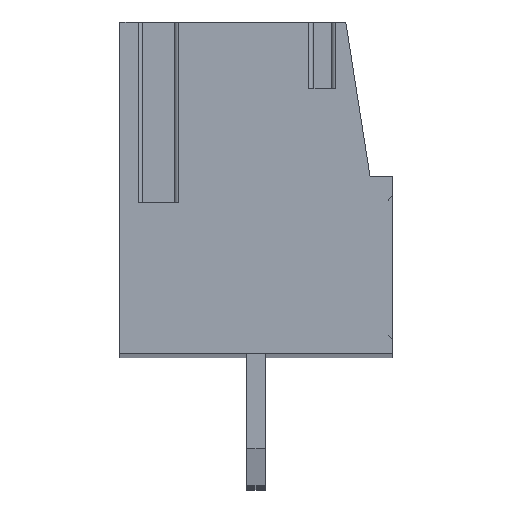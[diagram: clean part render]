
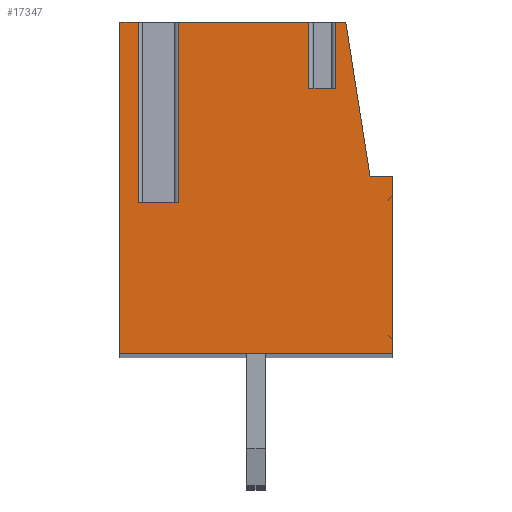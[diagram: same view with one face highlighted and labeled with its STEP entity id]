
A CAD part, top view. The second image highlights one B-rep face of the part: STEP entity #17347.
In plain terms, the highlighted planar face has unit normal (0, 0, 1).
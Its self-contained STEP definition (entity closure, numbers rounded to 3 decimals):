
#4973=DIRECTION('',(0.,1.,0.));
#4974=VECTOR('',#4973,1.8);
#4975=CARTESIAN_POINT('',(1.436,2.4,1.905));
#4976=LINE('',#4975,#4974);
#4977=DIRECTION('',(0.,1.,0.));
#4978=VECTOR('',#4977,1.8);
#4979=CARTESIAN_POINT('',(2.164,2.4,1.905));
#4980=LINE('',#4979,#4978);
#4981=DIRECTION('',(-1.,0.,0.));
#4982=VECTOR('',#4981,0.276);
#4983=CARTESIAN_POINT('',(2.44,4.2,1.905));
#4984=LINE('',#4983,#4982);
#4985=DIRECTION('',(-0.155,0.988,0.));
#4986=VECTOR('',#4985,4.252);
#4987=CARTESIAN_POINT('',(3.1,0.,1.905));
#4988=LINE('',#4987,#4986);
#4989=DIRECTION('',(-1.,0.,0.));
#4990=VECTOR('',#4989,0.6);
#4991=CARTESIAN_POINT('',(3.7,0.,1.905));
#4992=LINE('',#4991,#4990);
#4993=DIRECTION('',(0.,1.,0.));
#4994=VECTOR('',#4993,4.8);
#4995=CARTESIAN_POINT('',(3.7,-4.8,1.905));
#4996=LINE('',#4995,#4994);
#4997=DIRECTION('',(1.,0.,0.));
#4998=VECTOR('',#4997,7.4);
#4999=CARTESIAN_POINT('',(-3.7,-4.8,1.905));
#5000=LINE('',#4999,#4998);
#5001=DIRECTION('',(0.,-1.,0.));
#5002=VECTOR('',#5001,9.);
#5003=CARTESIAN_POINT('',(-3.7,4.2,1.905));
#5004=LINE('',#5003,#5002);
#5005=DIRECTION('',(-1.,0.,0.));
#5006=VECTOR('',#5005,0.504);
#5007=CARTESIAN_POINT('',(-3.196,4.2,1.905));
#5008=LINE('',#5007,#5006);
#5009=DIRECTION('',(0.,1.,0.));
#5010=VECTOR('',#5009,4.9);
#5011=CARTESIAN_POINT('',(-3.196,-0.7,1.905));
#5012=LINE('',#5011,#5010);
#5013=DIRECTION('',(-1.,0.,0.));
#5014=VECTOR('',#5013,1.093);
#5015=CARTESIAN_POINT('',(-2.104,-0.7,1.905));
#5016=LINE('',#5015,#5014);
#5017=DIRECTION('',(0.,1.,0.));
#5018=VECTOR('',#5017,4.9);
#5019=CARTESIAN_POINT('',(-2.104,-0.7,1.905));
#5020=LINE('',#5019,#5018);
#5021=DIRECTION('',(-1.,0.,0.));
#5022=VECTOR('',#5021,3.54);
#5023=CARTESIAN_POINT('',(1.436,4.2,1.905));
#5024=LINE('',#5023,#5022);
#5034=DIRECTION('',(1.,0.,0.));
#5035=VECTOR('',#5034,0.728);
#5036=CARTESIAN_POINT('',(1.436,2.4,1.905));
#5037=LINE('',#5036,#5035);
#8009=CARTESIAN_POINT('',(3.7,0.,1.905));
#8010=CARTESIAN_POINT('',(3.1,0.,1.905));
#8011=VERTEX_POINT('',#8009);
#8012=VERTEX_POINT('',#8010);
#8013=CARTESIAN_POINT('',(2.44,4.2,1.905));
#8014=VERTEX_POINT('',#8013);
#8015=CARTESIAN_POINT('',(-3.7,4.2,1.905));
#8016=CARTESIAN_POINT('',(-3.7,-4.8,1.905));
#8017=VERTEX_POINT('',#8015);
#8018=VERTEX_POINT('',#8016);
#8019=CARTESIAN_POINT('',(3.7,-4.8,1.905));
#8020=VERTEX_POINT('',#8019);
#8029=CARTESIAN_POINT('',(-2.104,-0.7,1.905));
#8030=CARTESIAN_POINT('',(-3.196,-0.7,1.905));
#8031=VERTEX_POINT('',#8029);
#8032=VERTEX_POINT('',#8030);
#8033=CARTESIAN_POINT('',(-3.196,4.2,1.905));
#8034=VERTEX_POINT('',#8033);
#8035=CARTESIAN_POINT('',(-2.104,4.2,1.905));
#8036=VERTEX_POINT('',#8035);
#8041=CARTESIAN_POINT('',(1.436,4.2,1.905));
#8042=VERTEX_POINT('',#8041);
#8044=CARTESIAN_POINT('',(2.164,4.2,1.905));
#8046=VERTEX_POINT('',#8044);
#8109=CARTESIAN_POINT('',(1.436,2.4,1.905));
#8110=VERTEX_POINT('',#8109);
#8112=CARTESIAN_POINT('',(2.164,2.4,1.905));
#8114=VERTEX_POINT('',#8112);
#17316=CARTESIAN_POINT('',(0.,0.,1.905));
#17317=DIRECTION('',(0.,0.,1.));
#17318=DIRECTION('',(1.,0.,0.));
#17319=AXIS2_PLACEMENT_3D('',#17316,#17317,#17318);
#17320=PLANE('',#17319);
#17322=ORIENTED_EDGE('',*,*,#17321,.F.);
#17324=ORIENTED_EDGE('',*,*,#17323,.T.);
#17326=ORIENTED_EDGE('',*,*,#17325,.T.);
#17327=ORIENTED_EDGE('',*,*,#10474,.F.);
#17329=ORIENTED_EDGE('',*,*,#17328,.F.);
#17331=ORIENTED_EDGE('',*,*,#17330,.F.);
#17333=ORIENTED_EDGE('',*,*,#17332,.F.);
#17335=ORIENTED_EDGE('',*,*,#17334,.F.);
#17336=ORIENTED_EDGE('',*,*,#16363,.F.);
#17337=ORIENTED_EDGE('',*,*,#10498,.F.);
#17339=ORIENTED_EDGE('',*,*,#17338,.F.);
#17341=ORIENTED_EDGE('',*,*,#17340,.F.);
#17343=ORIENTED_EDGE('',*,*,#17342,.T.);
#17344=ORIENTED_EDGE('',*,*,#10486,.F.);
#17345=EDGE_LOOP('',(#17322,#17324,#17326,#17327,#17329,#17331,#17333,#17335,
#17336,#17337,#17339,#17341,#17343,#17344));
#17346=FACE_OUTER_BOUND('',#17345,.F.);
#10474=EDGE_CURVE('',#8014,#8046,#4984,.T.);
#10486=EDGE_CURVE('',#8042,#8036,#5024,.T.);
#10498=EDGE_CURVE('',#8034,#8017,#5008,.T.);
#16363=EDGE_CURVE('',#8017,#8018,#5004,.T.);
#17321=EDGE_CURVE('',#8110,#8042,#4976,.T.);
#17323=EDGE_CURVE('',#8110,#8114,#5037,.T.);
#17325=EDGE_CURVE('',#8114,#8046,#4980,.T.);
#17328=EDGE_CURVE('',#8012,#8014,#4988,.T.);
#17330=EDGE_CURVE('',#8011,#8012,#4992,.T.);
#17332=EDGE_CURVE('',#8020,#8011,#4996,.T.);
#17334=EDGE_CURVE('',#8018,#8020,#5000,.T.);
#17338=EDGE_CURVE('',#8032,#8034,#5012,.T.);
#17340=EDGE_CURVE('',#8031,#8032,#5016,.T.);
#17342=EDGE_CURVE('',#8031,#8036,#5020,.T.);
#17347=ADVANCED_FACE('',(#17346),#17320,.T.);
